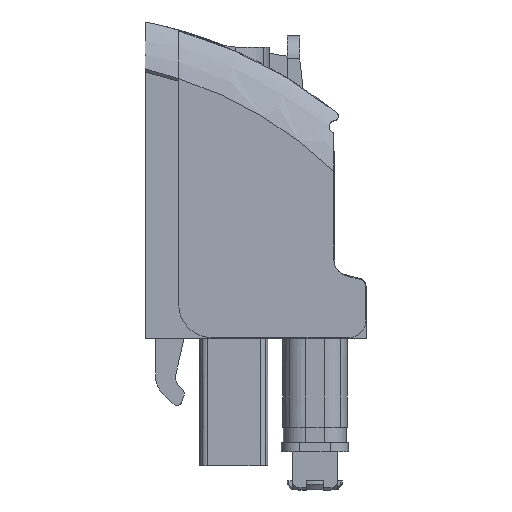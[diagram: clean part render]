
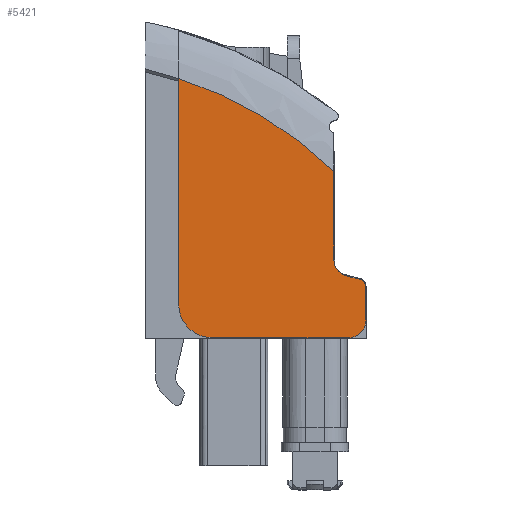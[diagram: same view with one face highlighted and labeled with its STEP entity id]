
A CAD part, left-side view. The second image highlights one B-rep face of the part: STEP entity #5421.
In plain terms, the highlighted planar face has unit normal (-1, 0, 0).
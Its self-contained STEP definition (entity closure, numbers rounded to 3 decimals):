
#2501=AXIS2_PLACEMENT_3D('Circle Axis2P3D',#2499,#2500,$) ;
#5330=AXIS2_PLACEMENT_3D('Circle Axis2P3D',#5328,#5329,$) ;
#5367=AXIS2_PLACEMENT_3D('Plane Axis2P3D',#5364,#5365,#5366) ;
#5371=AXIS2_PLACEMENT_3D('Circle Axis2P3D',#5369,#5370,$) ;
#5385=AXIS2_PLACEMENT_3D('Circle Axis2P3D',#5383,#5384,$) ;
#5399=AXIS2_PLACEMENT_3D('Circle Axis2P3D',#5397,#5398,$) ;
#2113=CARTESIAN_POINT('Vertex',(0.,2.16,20.826)) ;
#2116=CARTESIAN_POINT('Line Origine',(0.,2.16,17.924)) ;
#2120=CARTESIAN_POINT('Vertex',(0.,2.16,15.022)) ;
#2463=CARTESIAN_POINT('Vertex',(0.,12.302,12.1)) ;
#2466=CARTESIAN_POINT('Line Origine',(0.,12.302,19.493)) ;
#2470=CARTESIAN_POINT('Vertex',(0.,12.302,26.886)) ;
#2499=CARTESIAN_POINT('Axis2P3D Location',(0.,20.202,2.149)) ;
#5328=CARTESIAN_POINT('Axis2P3D Location',(0.,1.11,15.022)) ;
#5332=CARTESIAN_POINT('Vertex',(0.,1.381,14.008)) ;
#5364=CARTESIAN_POINT('Axis2P3D Location',(0.,12.302,7.353)) ;
#5369=CARTESIAN_POINT('Axis2P3D Location',(0.,10.102,12.15)) ;
#5373=CARTESIAN_POINT('Vertex',(0.,10.102,9.95)) ;
#5376=CARTESIAN_POINT('Line Origine',(0.,5.661,9.95)) ;
#5380=CARTESIAN_POINT('Vertex',(0.,1.221,9.95)) ;
#5383=CARTESIAN_POINT('Axis2P3D Location',(0.,1.221,11.1)) ;
#5387=CARTESIAN_POINT('Vertex',(0.,0.071,11.12)) ;
#5390=CARTESIAN_POINT('Line Origine',(0.,0.091,12.225)) ;
#5394=CARTESIAN_POINT('Vertex',(0.,0.11,13.33)) ;
#5397=CARTESIAN_POINT('Axis2P3D Location',(0.,0.56,13.322)) ;
#5401=CARTESIAN_POINT('Vertex',(0.,0.443,13.756)) ;
#5404=CARTESIAN_POINT('Line Origine',(0.,0.912,13.882)) ;
#2117=DIRECTION('Vector Direction',(0.,0.,-1.)) ;
#2467=DIRECTION('Vector Direction',(0.,0.,1.)) ;
#2500=DIRECTION('Axis2P3D Direction',(-1.,0.,0.)) ;
#5329=DIRECTION('Axis2P3D Direction',(1.,0.,0.)) ;
#5365=DIRECTION('Axis2P3D Direction',(1.,0.,0.)) ;
#5366=DIRECTION('Axis2P3D XDirection',(0.,0.,1.)) ;
#5370=DIRECTION('Axis2P3D Direction',(1.,0.,0.)) ;
#5377=DIRECTION('Vector Direction',(0.,1.,0.)) ;
#5384=DIRECTION('Axis2P3D Direction',(1.,0.,0.)) ;
#5391=DIRECTION('Vector Direction',(0.,-0.017,-1.)) ;
#5398=DIRECTION('Axis2P3D Direction',(1.,0.,0.)) ;
#5405=DIRECTION('Vector Direction',(0.,0.966,0.259)) ;
#2118=VECTOR('Line Direction',#2117,1.) ;
#2468=VECTOR('Line Direction',#2467,1.) ;
#5378=VECTOR('Line Direction',#5377,1.) ;
#5392=VECTOR('Line Direction',#5391,1.) ;
#5406=VECTOR('Line Direction',#5405,1.) ;
#5410=ORIENTED_EDGE('',*,*,#5375,.F.) ;
#5411=ORIENTED_EDGE('',*,*,#5382,.F.) ;
#5412=ORIENTED_EDGE('',*,*,#5389,.F.) ;
#5413=ORIENTED_EDGE('',*,*,#5396,.F.) ;
#5414=ORIENTED_EDGE('',*,*,#5403,.F.) ;
#5415=ORIENTED_EDGE('',*,*,#5408,.T.) ;
#5416=ORIENTED_EDGE('',*,*,#5334,.T.) ;
#5417=ORIENTED_EDGE('',*,*,#2122,.F.) ;
#5418=ORIENTED_EDGE('',*,*,#2503,.T.) ;
#5419=ORIENTED_EDGE('',*,*,#2472,.T.) ;
#5421=ADVANCED_FACE('GEHAEUSE',(#5420),#5368,.F.) ;
#2502=CIRCLE('generated circle',#2501,25.969) ;
#5331=CIRCLE('generated circle',#5330,1.05) ;
#5372=CIRCLE('generated circle',#5371,2.2) ;
#5386=CIRCLE('generated circle',#5385,1.15) ;
#5400=CIRCLE('generated circle',#5399,0.45) ;
#2122=EDGE_CURVE('',#2114,#2121,#2119,.T.) ;
#2472=EDGE_CURVE('',#2471,#2464,#2469,.F.) ;
#2503=EDGE_CURVE('',#2114,#2471,#2502,.T.) ;
#5334=EDGE_CURVE('',#5333,#2121,#5331,.T.) ;
#5375=EDGE_CURVE('',#5374,#2464,#5372,.T.) ;
#5382=EDGE_CURVE('',#5381,#5374,#5379,.T.) ;
#5389=EDGE_CURVE('',#5388,#5381,#5386,.T.) ;
#5396=EDGE_CURVE('',#5395,#5388,#5393,.T.) ;
#5403=EDGE_CURVE('',#5402,#5395,#5400,.T.) ;
#5408=EDGE_CURVE('',#5402,#5333,#5407,.T.) ;
#5409=EDGE_LOOP('',(#5410,#5411,#5412,#5413,#5414,#5415,#5416,#5417,#5418,#5419)) ;
#5420=FACE_OUTER_BOUND('',#5409,.T.) ;
#2119=LINE('Line',#2116,#2118) ;
#2469=LINE('Line',#2466,#2468) ;
#5379=LINE('Line',#5376,#5378) ;
#5393=LINE('Line',#5390,#5392) ;
#5407=LINE('Line',#5404,#5406) ;
#5368=PLANE('',#5367) ;
#2114=VERTEX_POINT('',#2113) ;
#2121=VERTEX_POINT('',#2120) ;
#2464=VERTEX_POINT('',#2463) ;
#2471=VERTEX_POINT('',#2470) ;
#5333=VERTEX_POINT('',#5332) ;
#5374=VERTEX_POINT('',#5373) ;
#5381=VERTEX_POINT('',#5380) ;
#5388=VERTEX_POINT('',#5387) ;
#5395=VERTEX_POINT('',#5394) ;
#5402=VERTEX_POINT('',#5401) ;
